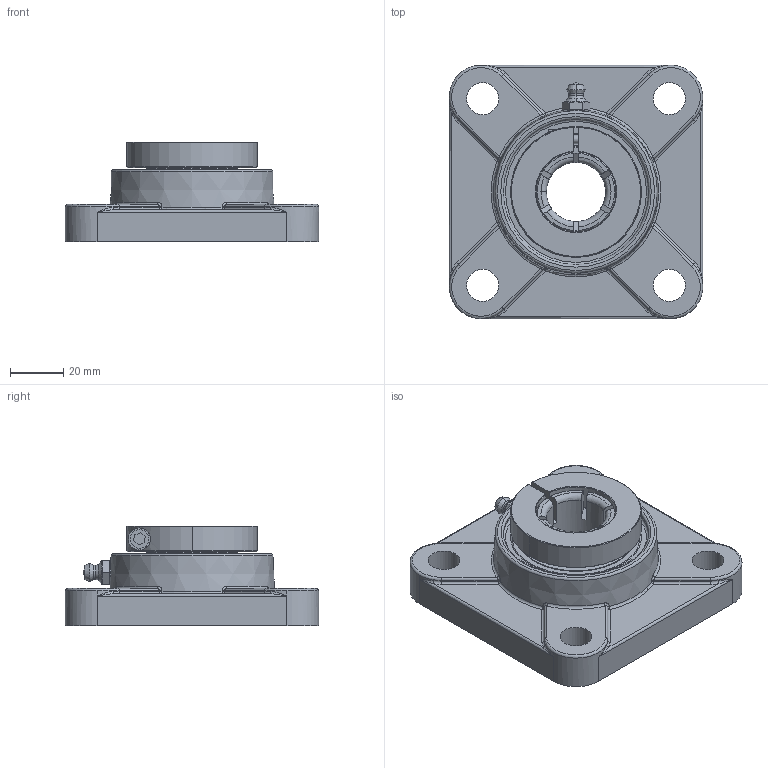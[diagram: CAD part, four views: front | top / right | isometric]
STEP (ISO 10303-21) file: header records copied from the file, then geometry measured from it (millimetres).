
FILE_DESCRIPTION(('HOOPS Exchange Step'),'2;1');
FILE_NAME('export-075CC6A2-F532-4581-AE29-871A90AB555C.stp','2019-12-12T15:51:27-08:00',('ibuslach'),('Alibre'),'HOOPS Exchange 2019.2','Alibre','Unknown authorisation');
FILE_SCHEMA( ('AP242_MANAGED_MODEL_BASED_3D_ENGINEERING_MIM_LF {1 0 10303 442 1 1 4 }') );
Length unit declared in the file: centimetre
Products named in the file (8): MRN SF 205; UCP ZERK 6mm; SUE 205 LOCK RING; SUE 205 SHIELD; SUE 204 BOLT; SUE 205-14 RACES; MRN SUE 205-14; MRN SUEF 205-14
Assembly tree (8 placements, depth 3):
  MRN SUEF 205-14
    MRN SF 205
    UCP ZERK 6mm
    MRN SUE 205-14
      SUE 205 LOCK RING
      SUE 205 SHIELD  x2
      SUE 204 BOLT
      SUE 205-14 RACES
Bounding box: 95 x 95 x 37.3 mm (x, y, z)
Volume: 123182.6 mm3; surface area: 48682.2 mm2
Topology: 8 solids, 8 shells, 304 faces, 804 edges, 497 vertices
Faces by surface type: plane 87, cylinder 82, torus 49, cone 40, bspline 28, sphere 18
Full cylindrical faces by diameter (mm): 1.482 x2, 3.242 x2, 4 x1, 6 x2, 7 x1, 12 x4, 22.225 x1, 34.225 x4, 34.733 x2, 44 x4, 54.61 x1, 57.15 x1
Entity records: 16285 total; most frequent: CARTESIAN_POINT 8898, DIRECTION 1545, ORIENTED_EDGE 1522, EDGE_CURVE 761, AXIS2_PLACEMENT_3D 652, VERTEX_POINT 483, CIRCLE 359, EDGE_LOOP 328
